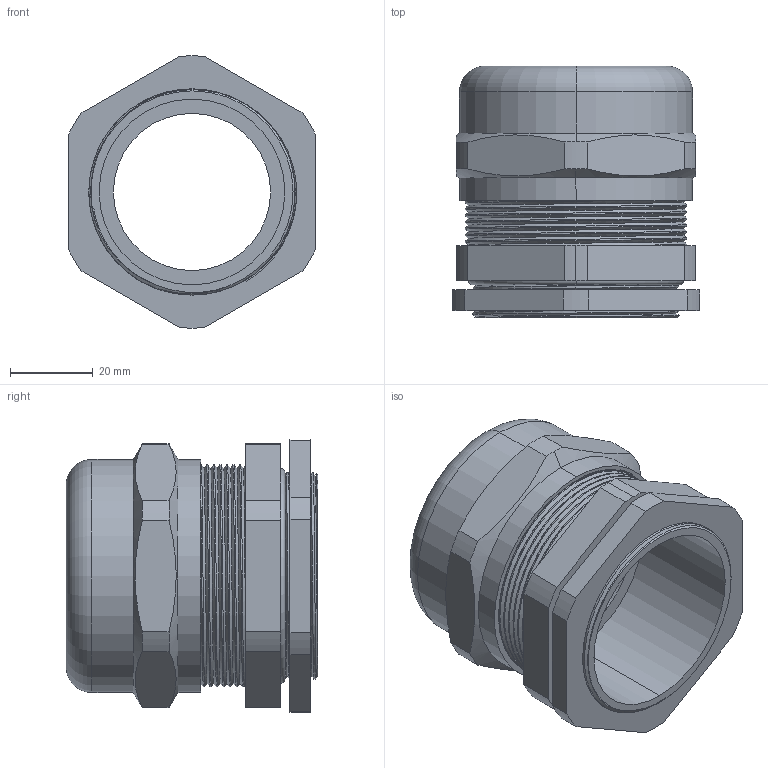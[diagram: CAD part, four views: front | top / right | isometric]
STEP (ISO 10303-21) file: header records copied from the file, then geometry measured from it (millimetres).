
FILE_DESCRIPTION (( 'STEP AP203' ), '1' );
FILE_NAME ('BMBCX-E6.step', '2016-02-11T13:25:09', ( '' ), ( '' ), 'SwSTEP 2.0', 'SolidWorks 2015', '' );
FILE_SCHEMA (( 'CONFIG_CONTROL_DESIGN' ));
Length unit declared in the file: millimetre
Products named in the file (1): BMBCX-E6
Bounding box: 60 x 61 x 65.98 mm (x, y, z)
Volume: 68765.3 mm3; surface area: 55065.4 mm2
Topology: 6 solids, 6 shells, 279 faces, 778 edges, 513 vertices
Faces by surface type: plane 133, cylinder 115, torus 12, bspline 10, cone 9
Entity records: 15380 total; most frequent: CARTESIAN_POINT 8483, ORIENTED_EDGE 1556, DIRECTION 1345, EDGE_CURVE 778, VERTEX_POINT 513, AXIS2_PLACEMENT_3D 490, LINE 365, VECTOR 365
